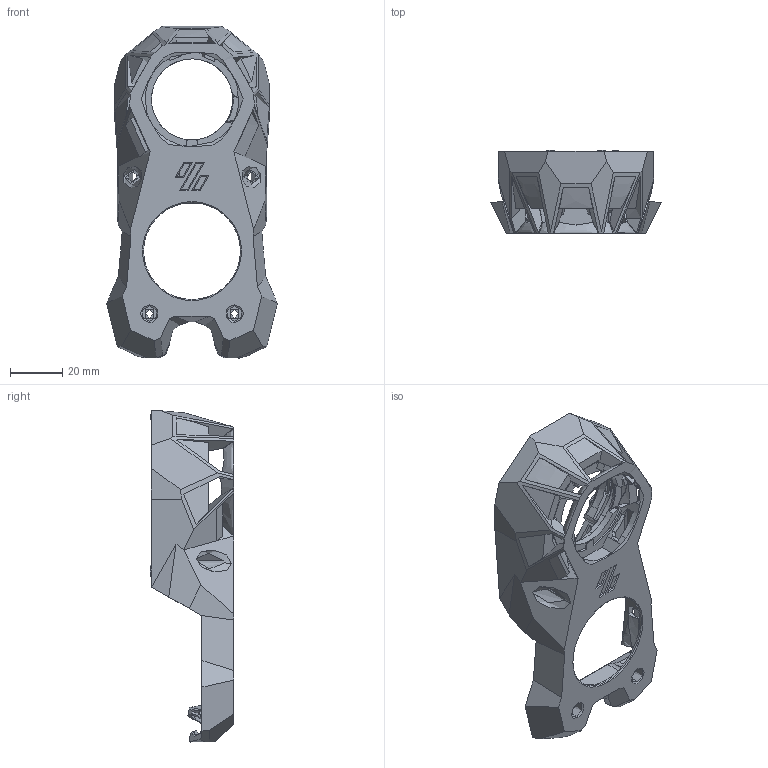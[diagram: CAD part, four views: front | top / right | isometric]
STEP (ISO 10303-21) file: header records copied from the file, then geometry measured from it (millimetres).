
FILE_DESCRIPTION (( 'STEP AP214' ), '1' );
FILE_NAME ('KNOMI V2.STEP', '2023-09-05T01:48:50', ( 'Windows User' ), ( 'P R C' ), 'SwSTEP 2.0', 'SolidWorks 2023', '' );
FILE_SCHEMA (( 'AUTOMOTIVE_DESIGN' ));
Length unit declared in the file: millimetre
Products named in the file (1): KNOMI V2
Bounding box: 65.14 x 31.8 x 126.8 mm (x, y, z)
Volume: 36905.7 mm3; surface area: 32768.9 mm2
Topology: 2 solids, 2 shells, 1441 faces, 4653 edges, 3170 vertices
Faces by surface type: plane 690, cylinder 396, bspline 294, cone 60, torus 1
Entity records: 85419 total; most frequent: CARTESIAN_POINT 49883, ORIENTED_EDGE 9260, DIRECTION 4782, EDGE_CURVE 4630, VERTEX_POINT 3170, B_SPLINE_CURVE_WITH_KNOTS 2320, VECTOR 1996, LINE 1996
